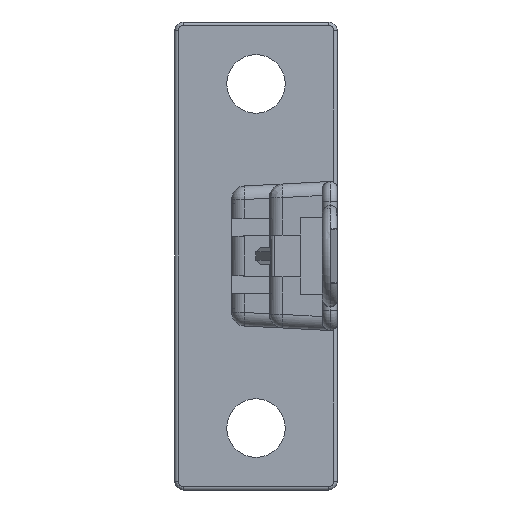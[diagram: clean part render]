
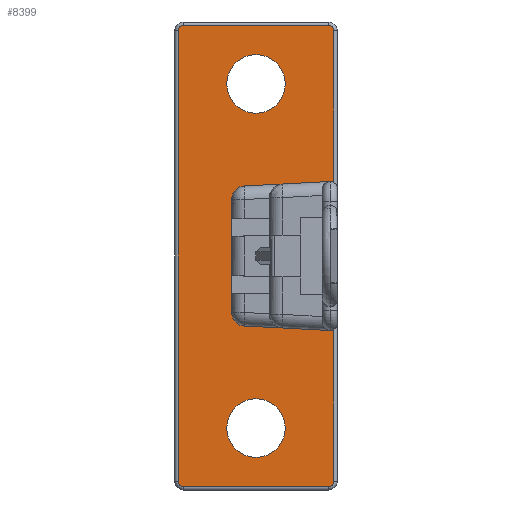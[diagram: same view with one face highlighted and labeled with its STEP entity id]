
A CAD part, left-side view. The second image highlights one B-rep face of the part: STEP entity #8399.
In plain terms, the highlighted planar face has unit normal (-1, 0, 0).
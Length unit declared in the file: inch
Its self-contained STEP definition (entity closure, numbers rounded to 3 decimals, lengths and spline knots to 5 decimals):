
#18=FACE_BOUND('',#1096,.T.);
#19=FACE_BOUND('',#1097,.T.);
#63=PLANE('',#8989);
#564=FACE_OUTER_BOUND('',#1095,.T.);
#1095=EDGE_LOOP('',(#5663,#5664,#5665,#5666,#5667,#5668,#5669,#5670,#5671,
#5672,#5673,#5674,#5675,#5676,#5677,#5678));
#1096=EDGE_LOOP('',(#5679,#5680));
#1097=EDGE_LOOP('',(#5681,#5682));
#1633=LINE('',#11905,#2670);
#1678=LINE('',#12115,#2715);
#1679=LINE('',#12119,#2716);
#1680=LINE('',#12122,#2717);
#1681=LINE('',#12124,#2718);
#1682=LINE('',#12128,#2719);
#1683=LINE('',#12132,#2720);
#1684=LINE('',#12135,#2721);
#2670=VECTOR('',#9595,0.25044);
#2715=VECTOR('',#9742,0.44101);
#2716=VECTOR('',#9745,0.25044);
#2717=VECTOR('',#9748,0.32823);
#2718=VECTOR('',#9749,0.44101);
#2719=VECTOR('',#9752,0.422);
#2720=VECTOR('',#9755,1.31);
#2721=VECTOR('',#9758,0.422);
#3710=CIRCLE('',#8980,0.01969);
#3713=CIRCLE('',#8987,0.03937);
#3715=CIRCLE('',#8990,0.015);
#3716=CIRCLE('',#8991,0.01969);
#3717=CIRCLE('',#8992,0.03937);
#3718=CIRCLE('',#8993,0.015);
#3719=CIRCLE('',#8994,0.015);
#3720=CIRCLE('',#8995,0.015);
#3721=CIRCLE('',#8996,0.085);
#3722=CIRCLE('',#8997,0.085);
#3723=CIRCLE('',#8998,0.085);
#3724=CIRCLE('',#8999,0.085);
#3780=VERTEX_POINT('',#11902);
#3781=VERTEX_POINT('',#11904);
#3830=VERTEX_POINT('',#12083);
#3834=VERTEX_POINT('',#12105);
#3836=VERTEX_POINT('',#12111);
#3837=VERTEX_POINT('',#12112);
#3838=VERTEX_POINT('',#12114);
#3839=VERTEX_POINT('',#12116);
#3840=VERTEX_POINT('',#12118);
#3841=VERTEX_POINT('',#12120);
#3842=VERTEX_POINT('',#12123);
#3843=VERTEX_POINT('',#12125);
#3844=VERTEX_POINT('',#12127);
#3845=VERTEX_POINT('',#12129);
#3846=VERTEX_POINT('',#12131);
#3847=VERTEX_POINT('',#12133);
#3848=VERTEX_POINT('',#12136);
#3849=VERTEX_POINT('',#12137);
#3850=VERTEX_POINT('',#12140);
#3851=VERTEX_POINT('',#12141);
#4396=EDGE_CURVE('',#3780,#3781,#1633,.T.);
#4464=EDGE_CURVE('',#3830,#3780,#3710,.T.);
#4470=EDGE_CURVE('',#3781,#3834,#3713,.T.);
#4473=EDGE_CURVE('',#3836,#3837,#3715,.T.);
#4474=EDGE_CURVE('',#3837,#3838,#1678,.T.);
#4475=EDGE_CURVE('',#3839,#3838,#3716,.T.);
#4476=EDGE_CURVE('',#3839,#3840,#1679,.T.);
#4477=EDGE_CURVE('',#3841,#3840,#3717,.T.);
#4478=EDGE_CURVE('',#3834,#3841,#1680,.T.);
#4479=EDGE_CURVE('',#3830,#3842,#1681,.T.);
#4480=EDGE_CURVE('',#3842,#3843,#3718,.T.);
#4481=EDGE_CURVE('',#3843,#3844,#1682,.T.);
#4482=EDGE_CURVE('',#3844,#3845,#3719,.T.);
#4483=EDGE_CURVE('',#3845,#3846,#1683,.T.);
#4484=EDGE_CURVE('',#3846,#3847,#3720,.T.);
#4485=EDGE_CURVE('',#3847,#3836,#1684,.T.);
#4486=EDGE_CURVE('',#3848,#3849,#3721,.T.);
#4487=EDGE_CURVE('',#3849,#3848,#3722,.T.);
#4488=EDGE_CURVE('',#3850,#3851,#3723,.T.);
#4489=EDGE_CURVE('',#3851,#3850,#3724,.T.);
#5663=ORIENTED_EDGE('',*,*,#4473,.T.);
#5664=ORIENTED_EDGE('',*,*,#4474,.T.);
#5665=ORIENTED_EDGE('',*,*,#4475,.F.);
#5666=ORIENTED_EDGE('',*,*,#4476,.T.);
#5667=ORIENTED_EDGE('',*,*,#4477,.F.);
#5668=ORIENTED_EDGE('',*,*,#4478,.F.);
#5669=ORIENTED_EDGE('',*,*,#4470,.F.);
#5670=ORIENTED_EDGE('',*,*,#4396,.F.);
#5671=ORIENTED_EDGE('',*,*,#4464,.F.);
#5672=ORIENTED_EDGE('',*,*,#4479,.T.);
#5673=ORIENTED_EDGE('',*,*,#4480,.T.);
#5674=ORIENTED_EDGE('',*,*,#4481,.T.);
#5675=ORIENTED_EDGE('',*,*,#4482,.T.);
#5676=ORIENTED_EDGE('',*,*,#4483,.T.);
#5677=ORIENTED_EDGE('',*,*,#4484,.T.);
#5678=ORIENTED_EDGE('',*,*,#4485,.T.);
#5679=ORIENTED_EDGE('',*,*,#4486,.T.);
#5680=ORIENTED_EDGE('',*,*,#4487,.T.);
#5681=ORIENTED_EDGE('',*,*,#4488,.T.);
#5682=ORIENTED_EDGE('',*,*,#4489,.T.);
#8399=ADVANCED_FACE('',(#564,#18,#19),#63,.F.);
#8980=AXIS2_PLACEMENT_3D('',#12094,#9718,#9719);
#8987=AXIS2_PLACEMENT_3D('',#12106,#9733,#9734);
#8989=AXIS2_PLACEMENT_3D('',#12110,#9738,#9739);
#8990=AXIS2_PLACEMENT_3D('',#12113,#9740,#9741);
#8991=AXIS2_PLACEMENT_3D('',#12117,#9743,#9744);
#8992=AXIS2_PLACEMENT_3D('',#12121,#9746,#9747);
#8993=AXIS2_PLACEMENT_3D('',#12126,#9750,#9751);
#8994=AXIS2_PLACEMENT_3D('',#12130,#9753,#9754);
#8995=AXIS2_PLACEMENT_3D('',#12134,#9756,#9757);
#8996=AXIS2_PLACEMENT_3D('',#12138,#9759,#9760);
#8997=AXIS2_PLACEMENT_3D('',#12139,#9761,#9762);
#8998=AXIS2_PLACEMENT_3D('',#12142,#9763,#9764);
#8999=AXIS2_PLACEMENT_3D('',#12143,#9765,#9766);
#9595=DIRECTION('',(0.,0.999,-0.052));
#9718=DIRECTION('center_axis',(-1.,0.,0.));
#9719=DIRECTION('ref_axis',(0.,0.,-1.));
#9733=DIRECTION('center_axis',(-1.,0.,0.));
#9734=DIRECTION('ref_axis',(0.,0.,-1.));
#9738=DIRECTION('center_axis',(1.,0.,0.));
#9739=DIRECTION('ref_axis',(0.,0.,-1.));
#9740=DIRECTION('center_axis',(-1.,0.,0.));
#9741=DIRECTION('ref_axis',(0.,0.,-1.));
#9742=DIRECTION('',(0.,0.,1.));
#9743=DIRECTION('center_axis',(-1.,0.,0.));
#9744=DIRECTION('ref_axis',(0.,0.,-1.));
#9745=DIRECTION('',(0.,0.999,0.052));
#9746=DIRECTION('center_axis',(-1.,0.,0.));
#9747=DIRECTION('ref_axis',(0.,0.,-1.));
#9748=DIRECTION('',(0.,0.,-1.));
#9749=DIRECTION('',(0.,0.,1.));
#9750=DIRECTION('center_axis',(-1.,0.,0.));
#9751=DIRECTION('ref_axis',(0.,0.,-1.));
#9752=DIRECTION('',(0.,1.,0.));
#9753=DIRECTION('center_axis',(-1.,0.,0.));
#9754=DIRECTION('ref_axis',(0.,0.,-1.));
#9755=DIRECTION('',(0.,0.,-1.));
#9756=DIRECTION('center_axis',(-1.,0.,0.));
#9757=DIRECTION('ref_axis',(0.,0.,-1.));
#9758=DIRECTION('',(0.,-1.,0.));
#9759=DIRECTION('center_axis',(1.,0.,0.));
#9760=DIRECTION('ref_axis',(0.,0.,-1.));
#9761=DIRECTION('center_axis',(1.,0.,0.));
#9762=DIRECTION('ref_axis',(0.,0.,-1.));
#9763=DIRECTION('center_axis',(1.,0.,0.));
#9764=DIRECTION('ref_axis',(0.,0.,-1.));
#9765=DIRECTION('center_axis',(1.,0.,0.));
#9766=DIRECTION('ref_axis',(0.,0.,-1.));
#11902=CARTESIAN_POINT('',(-0.1,0.01969,0.21654));
#11904=CARTESIAN_POINT('',(-0.1,0.26978,0.20343));
#11905=CARTESIAN_POINT('',(-0.1,0.01969,0.21654));
#12083=CARTESIAN_POINT('',(-0.1,0.01,0.21399));
#12094=CARTESIAN_POINT('Origin',(-0.1,0.01969,
0.19685));
#12105=CARTESIAN_POINT('',(-0.1,0.30709,0.16411));
#12106=CARTESIAN_POINT('Origin',(-0.1,0.26772,0.16411));
#12110=CARTESIAN_POINT('Origin',(-0.1,0.,0.68));
#12111=CARTESIAN_POINT('',(-0.1,0.025,-0.67));
#12112=CARTESIAN_POINT('',(-0.1,0.01,-0.655));
#12113=CARTESIAN_POINT('Origin',(-0.1,0.025,-0.655));
#12114=CARTESIAN_POINT('',(-0.1,0.01,-0.21399));
#12115=CARTESIAN_POINT('',(-0.1,0.01,-0.655));
#12116=CARTESIAN_POINT('',(-0.1,0.01969,-0.21654));
#12117=CARTESIAN_POINT('Origin',(-0.1,0.01969,-0.19685));
#12118=CARTESIAN_POINT('',(-0.1,0.26978,-0.20343));
#12119=CARTESIAN_POINT('',(-0.1,0.01969,-0.21654));
#12120=CARTESIAN_POINT('',(-0.1,0.30709,-0.16411));
#12121=CARTESIAN_POINT('Origin',(-0.1,0.26772,-0.16411));
#12122=CARTESIAN_POINT('',(-0.1,0.30709,0.16411));
#12123=CARTESIAN_POINT('',(-0.1,0.01,0.655));
#12124=CARTESIAN_POINT('',(-0.1,0.01,0.21399));
#12125=CARTESIAN_POINT('',(-0.1,0.025,0.67));
#12126=CARTESIAN_POINT('Origin',(-0.1,0.025,0.655));
#12127=CARTESIAN_POINT('',(-0.1,0.447,0.67));
#12128=CARTESIAN_POINT('',(-0.1,0.025,0.67));
#12129=CARTESIAN_POINT('',(-0.1,0.462,0.655));
#12130=CARTESIAN_POINT('Origin',(-0.1,0.447,0.655));
#12131=CARTESIAN_POINT('',(-0.1,0.462,-0.655));
#12132=CARTESIAN_POINT('',(-0.1,0.462,0.655));
#12133=CARTESIAN_POINT('',(-0.1,0.447,-0.67));
#12134=CARTESIAN_POINT('Origin',(-0.1,0.447,-0.655));
#12135=CARTESIAN_POINT('',(-0.1,0.447,-0.67));
#12136=CARTESIAN_POINT('',(-0.1,0.236,-0.585));
#12137=CARTESIAN_POINT('',(-0.1,0.236,-0.415));
#12138=CARTESIAN_POINT('Origin',(-0.1,0.236,-0.5));
#12139=CARTESIAN_POINT('Origin',(-0.1,0.236,-0.5));
#12140=CARTESIAN_POINT('',(-0.1,0.236,0.415));
#12141=CARTESIAN_POINT('',(-0.1,0.236,0.585));
#12142=CARTESIAN_POINT('Origin',(-0.1,0.236,0.5));
#12143=CARTESIAN_POINT('Origin',(-0.1,0.236,0.5));
